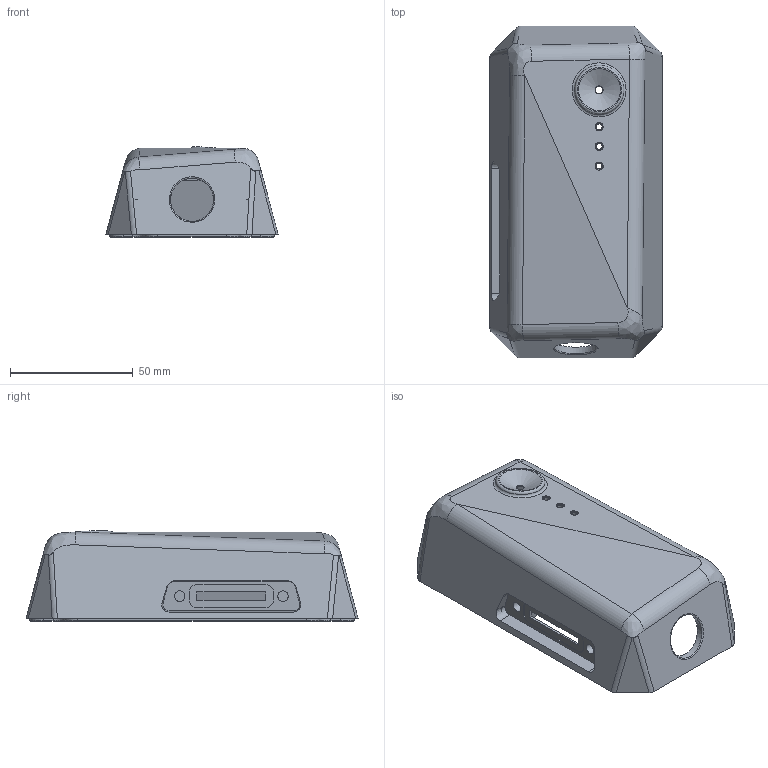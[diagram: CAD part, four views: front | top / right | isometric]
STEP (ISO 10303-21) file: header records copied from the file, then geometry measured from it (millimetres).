
FILE_DESCRIPTION(('FreeCAD Model'),'2;1');
FILE_NAME('Open CASCADE Shape Model','2021-02-17T05:17:08',('Author'),( ''),'Open CASCADE STEP processor 7.4','FreeCAD','Unknown');
FILE_SCHEMA(('AUTOMOTIVE_DESIGN { 1 0 10303 214 1 1 1 1 }'));
Length unit declared in the file: millimetre
Products named in the file (1): enclosure-lid
Bounding box: 70 x 135 x 36.76 mm (x, y, z)
Volume: 60618.6 mm3; surface area: 41697.1 mm2
Topology: 1 solids, 1 shells, 308 faces, 732 edges, 460 vertices
Faces by surface type: plane 99, cylinder 81, bspline 59, cone 42, torus 27
Full cylindrical faces by diameter (mm): 1.8 x2, 2.4 x3, 3.2 x1, 3.3 x3, 3.5 x8, 4.3 x4, 4.6 x4, 8 x1, 17.46 x1
Entity records: 13217 total; most frequent: CARTESIAN_POINT 6353, ORIENTED_EDGE 1464, DIRECTION 1319, EDGE_CURVE 732, AXIS2_PLACEMENT_3D 508, VERTEX_POINT 460, FACE_BOUND 354, EDGE_LOOP 354
